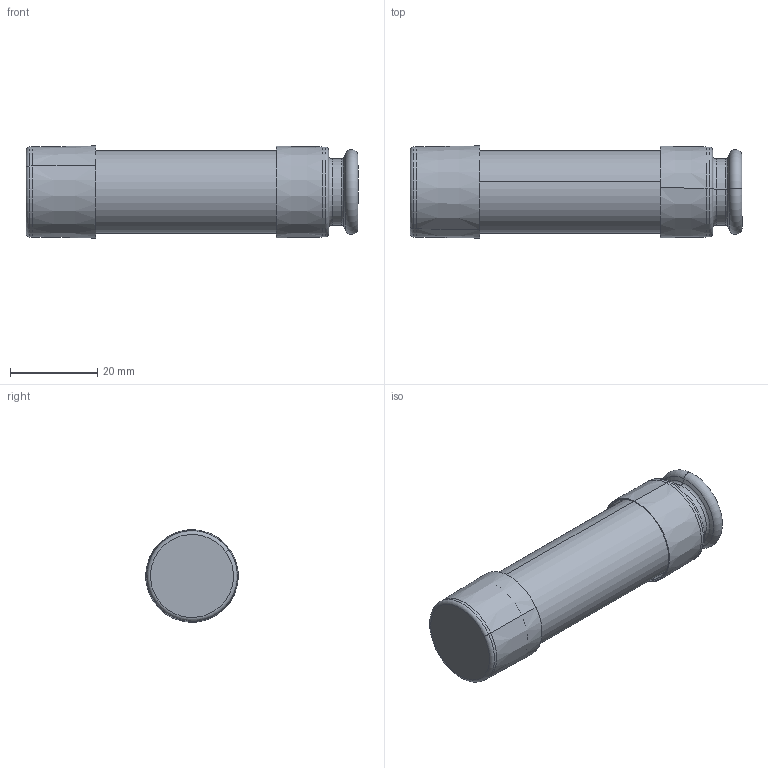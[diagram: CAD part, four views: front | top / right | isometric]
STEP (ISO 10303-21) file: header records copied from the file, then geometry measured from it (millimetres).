
FILE_DESCRIPTION (( 'STEP AP214' ), '1' );
FILE_NAME ('701287.STEP', '2016-03-15T19:41:03', ( '' ), ( '' ), 'SwSTEP 2.0', 'SolidWorks 2016', '' );
FILE_SCHEMA (( 'AUTOMOTIVE_DESIGN' ));
Length unit declared in the file: inch
Products named in the file (1): 701287
Bounding box: 76.2 x 21.16 x 21.16 mm (x, y, z)
Volume: 8277.5 mm3; surface area: 19154.9 mm2
Topology: 13 solids, 13 shells, 247 faces, 498 edges, 286 vertices
Faces by surface type: plane 105, cylinder 70, torus 40, cone 30, bspline 2
Entity records: 10899 total; most frequent: CARTESIAN_POINT 2182, DIRECTION 1230, ORIENTED_EDGE 996, EDGE_CURVE 498, AXIS2_PLACEMENT_3D 494, VERTEX_POINT 286, EDGE_LOOP 274, LENGTH_MEASURE_WITH_UNIT 262
